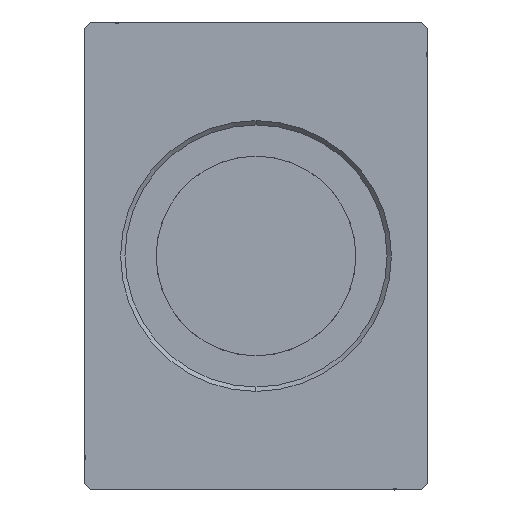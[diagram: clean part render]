
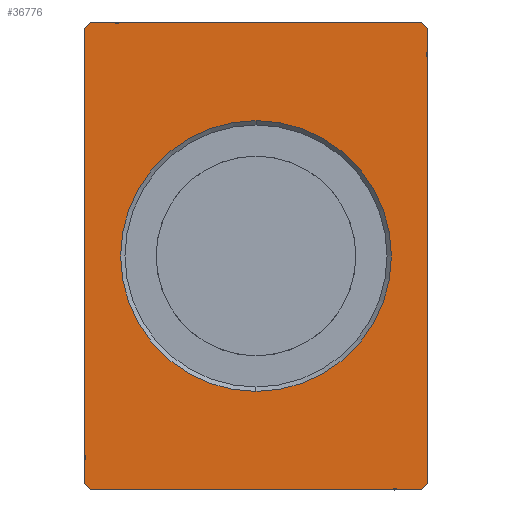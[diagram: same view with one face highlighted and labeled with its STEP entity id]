
A CAD part, left-side view. The second image highlights one B-rep face of the part: STEP entity #36776.
In plain terms, the highlighted planar face has unit normal (-1, 0, 0).
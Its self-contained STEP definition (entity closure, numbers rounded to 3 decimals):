
#330 = DIRECTION ( 'NONE',  ( 1., 0., 0. ) ) ;
#691 = ORIENTED_EDGE ( 'NONE', *, *, #31766, .F. ) ;
#1439 = CARTESIAN_POINT ( 'NONE',  ( 0., 0., 0. ) ) ;
#2370 = CARTESIAN_POINT ( 'NONE',  ( 0., -27.5, -36.5 ) ) ;
#3004 = VECTOR ( 'NONE', #13927, 1000. ) ;
#3279 = CARTESIAN_POINT ( 'NONE',  ( 0., -26.5, -37.5 ) ) ;
#4686 = ORIENTED_EDGE ( 'NONE', *, *, #17550, .F. ) ;
#4825 = DIRECTION ( 'NONE',  ( 1., 0., 0. ) ) ;
#5418 = VERTEX_POINT ( 'NONE', #20717 ) ;
#5784 = VERTEX_POINT ( 'NONE', #30192 ) ;
#6432 = CARTESIAN_POINT ( 'NONE',  ( 0., -26.5, -37.5 ) ) ;
#6832 = DIRECTION ( 'NONE',  ( 0., -1., 0. ) ) ;
#7371 = CARTESIAN_POINT ( 'NONE',  ( 0., 27.5, 36.5 ) ) ;
#7569 = LINE ( 'NONE', #7371, #3004 ) ;
#7591 = VECTOR ( 'NONE', #15853, 1000. ) ;
#7782 = LINE ( 'NONE', #19312, #7911 ) ;
#7848 = CARTESIAN_POINT ( 'NONE',  ( 0., 26.5, -37.5 ) ) ;
#7906 = DIRECTION ( 'NONE',  ( 1., 0., 0. ) ) ;
#7911 = VECTOR ( 'NONE', #13755, 1000. ) ;
#7987 = VERTEX_POINT ( 'NONE', #13342 ) ;
#8027 = ORIENTED_EDGE ( 'NONE', *, *, #25968, .F. ) ;
#8387 = CARTESIAN_POINT ( 'NONE',  ( 0., 26.5, 37.5 ) ) ;
#8424 = EDGE_CURVE ( 'NONE', #29574, #5418, #32430, .T. ) ;
#8675 = CARTESIAN_POINT ( 'NONE',  ( 0., -27.5, -36.5 ) ) ;
#8925 = EDGE_CURVE ( 'NONE', #18909, #32177, #33438, .T. ) ;
#9076 = FACE_BOUND ( 'NONE', #10000, .T. ) ;
#9566 = VECTOR ( 'NONE', #29191, 1000. ) ;
#9664 = EDGE_LOOP ( 'NONE', ( #8027, #22675, #13114, #18992, #17585, #691, #4686, #10752 ) ) ;
#10000 = EDGE_LOOP ( 'NONE', ( #31272, #21284 ) ) ;
#10211 = EDGE_CURVE ( 'NONE', #5418, #29574, #11562, .T. ) ;
#10752 = ORIENTED_EDGE ( 'NONE', *, *, #35145, .F. ) ;
#11265 = EDGE_CURVE ( 'NONE', #32177, #7987, #11360, .T. ) ;
#11290 = LINE ( 'NONE', #35676, #28646 ) ;
#11360 = LINE ( 'NONE', #21261, #26781 ) ;
#11473 = LINE ( 'NONE', #36246, #15307 ) ;
#11562 = CIRCLE ( 'NONE', #33728, 21.7 ) ;
#12260 = DIRECTION ( 'NONE',  ( 0., 0., -1. ) ) ;
#13114 = ORIENTED_EDGE ( 'NONE', *, *, #11265, .F. ) ;
#13342 = CARTESIAN_POINT ( 'NONE',  ( 0., 27.5, -36.5 ) ) ;
#13755 = DIRECTION ( 'NONE',  ( 0., -0.707, -0.707 ) ) ;
#13927 = DIRECTION ( 'NONE',  ( 0., -0.707, 0.707 ) ) ;
#15056 = VERTEX_POINT ( 'NONE', #8387 ) ;
#15307 = VECTOR ( 'NONE', #6832, 1000. ) ;
#15853 = DIRECTION ( 'NONE',  ( 0., 0., -1. ) ) ;
#17550 = EDGE_CURVE ( 'NONE', #21003, #5784, #7782, .T. ) ;
#17585 = ORIENTED_EDGE ( 'NONE', *, *, #34933, .F. ) ;
#17881 = VERTEX_POINT ( 'NONE', #22239 ) ;
#18569 = DIRECTION ( 'NONE',  ( 0., 1., 0. ) ) ;
#18909 = VERTEX_POINT ( 'NONE', #6432 ) ;
#18992 = ORIENTED_EDGE ( 'NONE', *, *, #8925, .F. ) ;
#19312 = CARTESIAN_POINT ( 'NONE',  ( 0., -26.5, 37.5 ) ) ;
#20256 = LINE ( 'NONE', #2370, #9566 ) ;
#20601 = DIRECTION ( 'NONE',  ( 0., 0., 1. ) ) ;
#20717 = CARTESIAN_POINT ( 'NONE',  ( 0., 0., 21.7 ) ) ;
#20988 = PLANE ( 'NONE',  #26082 ) ;
#21003 = VERTEX_POINT ( 'NONE', #21094 ) ;
#21094 = CARTESIAN_POINT ( 'NONE',  ( 0., -26.5, 37.5 ) ) ;
#21261 = CARTESIAN_POINT ( 'NONE',  ( 0., 26.5, -37.5 ) ) ;
#21284 = ORIENTED_EDGE ( 'NONE', *, *, #8424, .T. ) ;
#21806 = LINE ( 'NONE', #25363, #7591 ) ;
#22239 = CARTESIAN_POINT ( 'NONE',  ( 0., 27.5, 36.5 ) ) ;
#22675 = ORIENTED_EDGE ( 'NONE', *, *, #36634, .F. ) ;
#25363 = CARTESIAN_POINT ( 'NONE',  ( 0., -27.5, 36.5 ) ) ;
#25456 = DIRECTION ( 'NONE',  ( 0., 0., -1. ) ) ;
#25968 = EDGE_CURVE ( 'NONE', #17881, #15056, #7569, .T. ) ;
#26082 = AXIS2_PLACEMENT_3D ( 'NONE', #33079, #330, #12260 ) ;
#26781 = VECTOR ( 'NONE', #36334, 1000. ) ;
#27204 = VERTEX_POINT ( 'NONE', #8675 ) ;
#27529 = FACE_OUTER_BOUND ( 'NONE', #9664, .T. ) ;
#28646 = VECTOR ( 'NONE', #20601, 1000. ) ;
#29191 = DIRECTION ( 'NONE',  ( 0., 0.707, -0.707 ) ) ;
#29574 = VERTEX_POINT ( 'NONE', #37560 ) ;
#30192 = CARTESIAN_POINT ( 'NONE',  ( 0., -27.5, 36.5 ) ) ;
#31272 = ORIENTED_EDGE ( 'NONE', *, *, #10211, .T. ) ;
#31766 = EDGE_CURVE ( 'NONE', #5784, #27204, #21806, .T. ) ;
#31850 = VECTOR ( 'NONE', #18569, 1000. ) ;
#32177 = VERTEX_POINT ( 'NONE', #7848 ) ;
#32430 = CIRCLE ( 'NONE', #36848, 21.7 ) ;
#33079 = CARTESIAN_POINT ( 'NONE',  ( 0., 0., 0. ) ) ;
#33438 = LINE ( 'NONE', #3279, #31850 ) ;
#33728 = AXIS2_PLACEMENT_3D ( 'NONE', #1439, #4825, #25456 ) ;
#34933 = EDGE_CURVE ( 'NONE', #27204, #18909, #20256, .T. ) ;
#35099 = CARTESIAN_POINT ( 'NONE',  ( 0., 0., 0. ) ) ;
#35145 = EDGE_CURVE ( 'NONE', #15056, #21003, #11473, .T. ) ;
#35676 = CARTESIAN_POINT ( 'NONE',  ( 0., 27.5, -36.5 ) ) ;
#36246 = CARTESIAN_POINT ( 'NONE',  ( 0., 26.5, 37.5 ) ) ;
#36334 = DIRECTION ( 'NONE',  ( 0., 0.707, 0.707 ) ) ;
#36634 = EDGE_CURVE ( 'NONE', #7987, #17881, #11290, .T. ) ;
#36776 = ADVANCED_FACE ( 'NONE', ( #9076, #27529 ), #20988, .F. ) ;
#36848 = AXIS2_PLACEMENT_3D ( 'NONE', #35099, #7906, #38462 ) ;
#37560 = CARTESIAN_POINT ( 'NONE',  ( 0., 0., -21.7 ) ) ;
#38462 = DIRECTION ( 'NONE',  ( 0., 0., -1. ) ) ;
